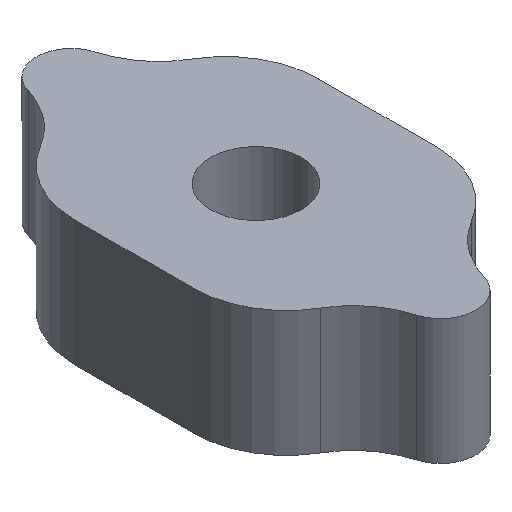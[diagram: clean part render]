
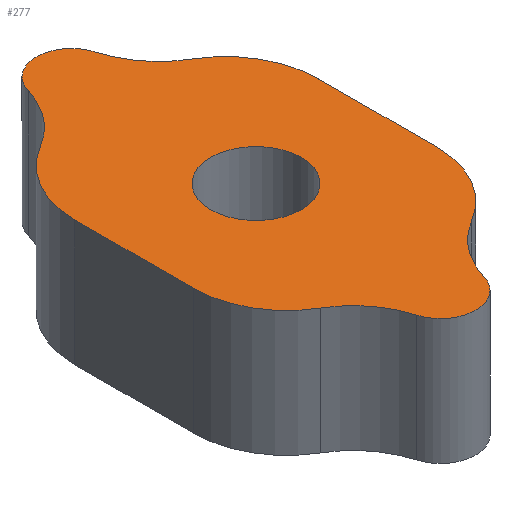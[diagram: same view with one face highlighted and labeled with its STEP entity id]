
A CAD part, isometric view. The second image highlights one B-rep face of the part: STEP entity #277.
In plain terms, the highlighted planar face has unit normal (0, 0, 1).
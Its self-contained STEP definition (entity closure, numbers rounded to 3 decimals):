
#16=FACE_BOUND('',#52,.T.);
#20=PLANE('',#334);
#35=FACE_OUTER_BOUND('',#51,.T.);
#51=EDGE_LOOP('',(#239,#240,#241,#242,#243,#244,#245,#246,#247,#248,#249,
#250));
#52=EDGE_LOOP('',(#251));
#60=LINE('',#466,#77);
#68=LINE('',#502,#85);
#77=VECTOR('',#376,10.);
#85=VECTOR('',#416,10.);
#88=CIRCLE('',#300,6.5);
#90=CIRCLE('',#303,13.2);
#92=CIRCLE('',#306,5.);
#94=CIRCLE('',#309,13.2);
#96=CIRCLE('',#312,13.461);
#98=CIRCLE('',#316,13.461);
#100=CIRCLE('',#319,13.2);
#102=CIRCLE('',#322,5.);
#104=CIRCLE('',#325,13.2);
#106=CIRCLE('',#328,13.461);
#108=CIRCLE('',#332,13.461);
#110=VERTEX_POINT('',#432);
#113=VERTEX_POINT('',#439);
#114=VERTEX_POINT('',#441);
#116=VERTEX_POINT('',#447);
#118=VERTEX_POINT('',#453);
#120=VERTEX_POINT('',#459);
#122=VERTEX_POINT('',#465);
#124=VERTEX_POINT('',#471);
#126=VERTEX_POINT('',#477);
#128=VERTEX_POINT('',#483);
#130=VERTEX_POINT('',#489);
#132=VERTEX_POINT('',#495);
#134=VERTEX_POINT('',#501);
#137=EDGE_CURVE('',#110,#110,#88,.T.);
#140=EDGE_CURVE('',#114,#113,#90,.T.);
#143=EDGE_CURVE('',#116,#114,#92,.T.);
#146=EDGE_CURVE('',#118,#116,#94,.T.);
#149=EDGE_CURVE('',#120,#118,#96,.T.);
#152=EDGE_CURVE('',#122,#120,#60,.T.);
#155=EDGE_CURVE('',#124,#122,#98,.T.);
#158=EDGE_CURVE('',#126,#124,#100,.T.);
#161=EDGE_CURVE('',#128,#126,#102,.T.);
#164=EDGE_CURVE('',#130,#128,#104,.T.);
#167=EDGE_CURVE('',#132,#130,#106,.T.);
#170=EDGE_CURVE('',#134,#132,#68,.T.);
#173=EDGE_CURVE('',#113,#134,#108,.T.);
#239=ORIENTED_EDGE('',*,*,#173,.T.);
#240=ORIENTED_EDGE('',*,*,#170,.T.);
#241=ORIENTED_EDGE('',*,*,#167,.T.);
#242=ORIENTED_EDGE('',*,*,#164,.T.);
#243=ORIENTED_EDGE('',*,*,#161,.T.);
#244=ORIENTED_EDGE('',*,*,#158,.T.);
#245=ORIENTED_EDGE('',*,*,#155,.T.);
#246=ORIENTED_EDGE('',*,*,#152,.T.);
#247=ORIENTED_EDGE('',*,*,#149,.T.);
#248=ORIENTED_EDGE('',*,*,#146,.T.);
#249=ORIENTED_EDGE('',*,*,#143,.T.);
#250=ORIENTED_EDGE('',*,*,#140,.T.);
#251=ORIENTED_EDGE('',*,*,#137,.T.);
#277=ADVANCED_FACE('',(#35,#16),#20,.T.);
#300=AXIS2_PLACEMENT_3D('',#434,#342,#343);
#303=AXIS2_PLACEMENT_3D('',#442,#349,#350);
#306=AXIS2_PLACEMENT_3D('',#448,#356,#357);
#309=AXIS2_PLACEMENT_3D('',#454,#363,#364);
#312=AXIS2_PLACEMENT_3D('',#460,#370,#371);
#316=AXIS2_PLACEMENT_3D('',#472,#382,#383);
#319=AXIS2_PLACEMENT_3D('',#478,#389,#390);
#322=AXIS2_PLACEMENT_3D('',#484,#396,#397);
#325=AXIS2_PLACEMENT_3D('',#490,#403,#404);
#328=AXIS2_PLACEMENT_3D('',#496,#410,#411);
#332=AXIS2_PLACEMENT_3D('',#506,#422,#423);
#334=AXIS2_PLACEMENT_3D('',#508,#426,#427);
#342=DIRECTION('center_axis',(0.,0.,-1.));
#343=DIRECTION('ref_axis',(-1.,0.,0.));
#349=DIRECTION('center_axis',(0.,0.,-1.));
#350=DIRECTION('ref_axis',(0.505,-0.863,0.));
#356=DIRECTION('center_axis',(0.,0.,1.));
#357=DIRECTION('ref_axis',(-0.962,-0.275,0.));
#363=DIRECTION('center_axis',(0.,0.,-1.));
#364=DIRECTION('ref_axis',(-0.962,-0.275,0.));
#370=DIRECTION('center_axis',(0.,0.,1.));
#371=DIRECTION('ref_axis',(-1.,0.,0.));
#376=DIRECTION('',(0.,1.,0.));
#382=DIRECTION('center_axis',(0.,0.,1.));
#383=DIRECTION('ref_axis',(-0.505,0.863,0.));
#389=DIRECTION('center_axis',(0.,0.,-1.));
#390=DIRECTION('ref_axis',(-0.505,0.863,0.));
#396=DIRECTION('center_axis',(0.,0.,1.));
#397=DIRECTION('ref_axis',(0.962,0.275,0.));
#403=DIRECTION('center_axis',(0.,0.,-1.));
#404=DIRECTION('ref_axis',(0.962,0.275,0.));
#410=DIRECTION('center_axis',(0.,0.,1.));
#411=DIRECTION('ref_axis',(1.,0.,0.));
#416=DIRECTION('',(0.,-1.,0.));
#422=DIRECTION('center_axis',(0.,0.,1.));
#423=DIRECTION('ref_axis',(0.505,-0.863,0.));
#426=DIRECTION('center_axis',(0.,0.,1.));
#427=DIRECTION('ref_axis',(1.,0.,0.));
#432=CARTESIAN_POINT('',(24.,31.5,18.));
#434=CARTESIAN_POINT('Origin',(17.5,31.5,18.));
#439=CARTESIAN_POINT('',(6.665,51.606,18.));
#441=CARTESIAN_POINT('',(12.692,59.374,18.));
#442=CARTESIAN_POINT('Origin',(0.,63.,18.));
#447=CARTESIAN_POINT('',(22.308,59.374,18.));
#448=CARTESIAN_POINT('Origin',(17.5,58.,18.));
#453=CARTESIAN_POINT('',(28.335,51.606,18.));
#454=CARTESIAN_POINT('Origin',(35.,63.,18.));
#459=CARTESIAN_POINT('',(35.,39.987,18.));
#460=CARTESIAN_POINT('Origin',(21.539,39.987,18.));
#465=CARTESIAN_POINT('',(35.,23.013,18.));
#466=CARTESIAN_POINT('',(35.,39.987,18.));
#471=CARTESIAN_POINT('',(28.335,11.394,18.));
#472=CARTESIAN_POINT('Origin',(21.539,23.013,18.));
#477=CARTESIAN_POINT('',(22.308,3.626,18.));
#478=CARTESIAN_POINT('Origin',(35.,0.,18.));
#483=CARTESIAN_POINT('',(12.692,3.626,18.));
#484=CARTESIAN_POINT('Origin',(17.5,5.,18.));
#489=CARTESIAN_POINT('',(6.665,11.394,18.));
#490=CARTESIAN_POINT('Origin',(0.,0.,18.));
#495=CARTESIAN_POINT('',(0.,23.013,18.));
#496=CARTESIAN_POINT('Origin',(13.461,23.013,18.));
#501=CARTESIAN_POINT('',(0.,39.987,18.));
#502=CARTESIAN_POINT('',(0.,23.013,18.));
#506=CARTESIAN_POINT('Origin',(13.461,39.987,18.));
#508=CARTESIAN_POINT('Origin',(17.5,31.5,18.));
